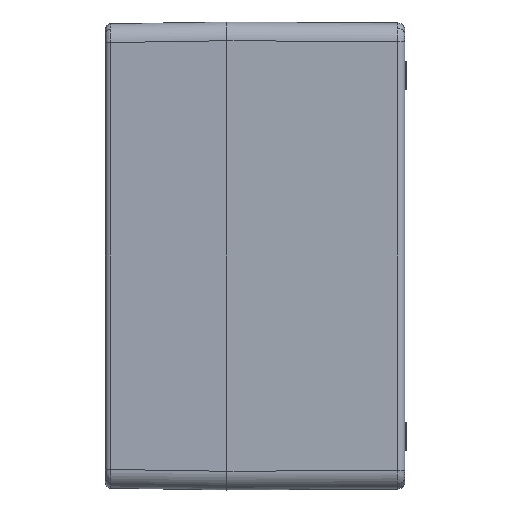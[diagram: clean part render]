
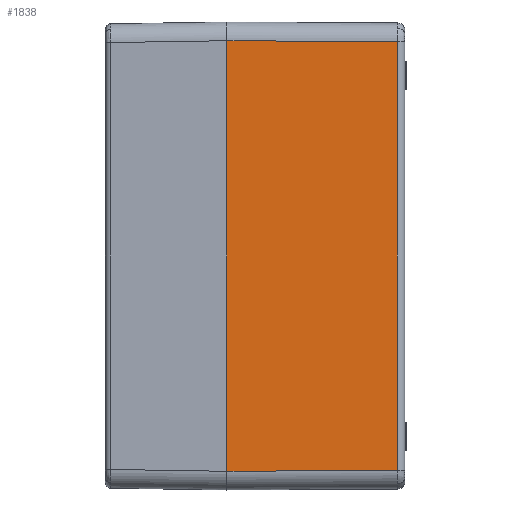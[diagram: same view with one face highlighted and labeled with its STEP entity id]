
A CAD part, left-side view. The second image highlights one B-rep face of the part: STEP entity #1838.
In plain terms, the highlighted planar face has unit normal (-1, -0.005, 0).
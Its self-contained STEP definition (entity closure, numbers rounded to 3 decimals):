
#412 = VERTEX_POINT ( 'NONE', #9741 ) ;
#1559 = EDGE_CURVE ( 'NONE', #1560, #1561, #11864, .T. ) ;
#1560 = VERTEX_POINT ( 'NONE', #12148 ) ;
#1561 = VERTEX_POINT ( 'NONE', #12147 ) ;
#1816 = VERTEX_POINT ( 'NONE', #12867 ) ;
#1817 = ORIENTED_EDGE ( 'NONE', *, *, #1818, .T. ) ;
#1818 = EDGE_CURVE ( 'NONE', #1816, #412, #12866, .T. ) ;
#1819 = ORIENTED_EDGE ( 'NONE', *, *, #1820, .T. ) ;
#1820 = EDGE_CURVE ( 'NONE', #412, #1560, #12862, .T. ) ;
#1821 = ORIENTED_EDGE ( 'NONE', *, *, #1559, .T. ) ;
#1838 = ADVANCED_FACE ( 'NONE', ( #12957 ), #12956, .T. ) ;
#1839 = EDGE_LOOP ( 'NONE', ( #1840, #1817, #1819, #1821 ) ) ;
#1840 = ORIENTED_EDGE ( 'NONE', *, *, #1841, .T. ) ;
#1841 = EDGE_CURVE ( 'NONE', #1561, #1816, #12954, .T. ) ;
#9741 = CARTESIAN_POINT ( 'NONE',  ( -127.01, -91.521, 114.51 ) ) ;
#10748 = VECTOR ( 'NONE', #11706, 1000. ) ;
#11706 = DIRECTION ( 'NONE',  ( 0., 0., -1. ) ) ;
#11863 = CARTESIAN_POINT ( 'NONE',  ( -127.487, -0.5, -125. ) ) ;
#11864 = LINE ( 'NONE', #11863, #10748 ) ;
#12147 = CARTESIAN_POINT ( 'NONE',  ( -127.487, -0.5, -114.987 ) ) ;
#12148 = CARTESIAN_POINT ( 'NONE',  ( -127.487, -0.5, 114.987 ) ) ;
#12862 = LINE ( 'NONE', #12924, #12923 ) ;
#12863 = DIRECTION ( 'NONE',  ( 0., 0., 1. ) ) ;
#12864 = VECTOR ( 'NONE', #12863, 1000. ) ;
#12865 = CARTESIAN_POINT ( 'NONE',  ( -127.01, -91.521, 114.49 ) ) ;
#12866 = LINE ( 'NONE', #12865, #12864 ) ;
#12867 = CARTESIAN_POINT ( 'NONE',  ( -127.01, -91.521, -114.51 ) ) ;
#12922 = DIRECTION ( 'NONE',  ( -0.005, 1., 0.005 ) ) ;
#12923 = VECTOR ( 'NONE', #12922, 1000. ) ;
#12924 = CARTESIAN_POINT ( 'NONE',  ( -127.493, 0.743, 114.994 ) ) ;
#12948 = DIRECTION ( 'NONE',  ( 0.005, -1., 0.005 ) ) ;
#12949 = VECTOR ( 'NONE', #12948, 1000. ) ;
#12950 = CARTESIAN_POINT ( 'NONE',  ( -127.5, 2.052, -115. ) ) ;
#12951 = DIRECTION ( 'NONE',  ( 0.005, -1., 0. ) ) ;
#12952 = DIRECTION ( 'NONE',  ( -1., -0.005, 0. ) ) ;
#12953 = CARTESIAN_POINT ( 'NONE',  ( -127.5, 2., -125. ) ) ;
#12954 = LINE ( 'NONE', #12950, #12949 ) ;
#12955 = AXIS2_PLACEMENT_3D ( 'NONE', #12953, #12952, #12951 ) ;
#12956 = PLANE ( 'NONE',  #12955 ) ;
#12957 = FACE_OUTER_BOUND ( 'NONE', #1839, .T. ) ;
